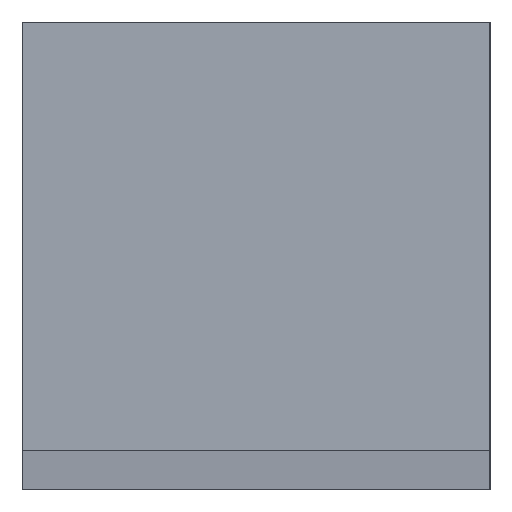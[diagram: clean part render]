
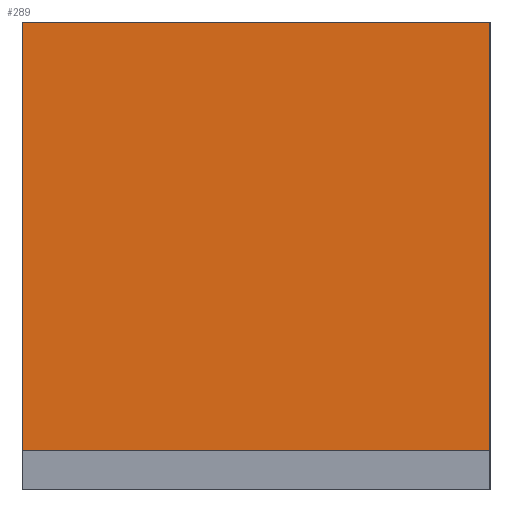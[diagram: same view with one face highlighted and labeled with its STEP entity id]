
A CAD part, left-side view. The second image highlights one B-rep face of the part: STEP entity #289.
In plain terms, the highlighted planar face has unit normal (-1, 0, 0).
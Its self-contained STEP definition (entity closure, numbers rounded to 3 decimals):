
#34=FACE_OUTER_BOUND('',#49,.T.);
#49=EDGE_LOOP('',(#217,#218,#219,#220));
#87=LINE('',#436,#112);
#97=LINE('',#464,#122);
#98=LINE('',#466,#123);
#99=LINE('',#467,#124);
#112=VECTOR('',#350,5.5);
#122=VECTOR('',#370,5.5);
#123=VECTOR('',#373,6.);
#124=VECTOR('',#374,6.);
#136=VERTEX_POINT('',#432);
#138=VERTEX_POINT('',#435);
#144=VERTEX_POINT('',#449);
#151=VERTEX_POINT('',#462);
#163=EDGE_CURVE('',#136,#138,#87,.T.);
#177=EDGE_CURVE('',#144,#151,#97,.T.);
#178=EDGE_CURVE('',#144,#136,#98,.T.);
#179=EDGE_CURVE('',#138,#151,#99,.T.);
#217=ORIENTED_EDGE('',*,*,#178,.F.);
#218=ORIENTED_EDGE('',*,*,#177,.T.);
#219=ORIENTED_EDGE('',*,*,#179,.F.);
#220=ORIENTED_EDGE('',*,*,#163,.F.);
#281=PLANE('',#322);
#289=ADVANCED_FACE('',(#34),#281,.T.);
#322=AXIS2_PLACEMENT_3D('',#465,#371,#372);
#350=DIRECTION('',(0.,0.,1.));
#370=DIRECTION('',(0.,0.,1.));
#371=DIRECTION('center_axis',(-1.,0.,0.));
#372=DIRECTION('ref_axis',(0.,0.,1.));
#373=DIRECTION('',(0.,1.,0.));
#374=DIRECTION('',(0.,-1.,0.));
#432=CARTESIAN_POINT('',(-30.,0.,-2.5));
#435=CARTESIAN_POINT('',(-30.,0.,3.));
#436=CARTESIAN_POINT('',(-30.,0.,-2.5));
#449=CARTESIAN_POINT('',(-30.,-6.,-2.5));
#462=CARTESIAN_POINT('',(-30.,-6.,3.));
#464=CARTESIAN_POINT('',(-30.,-6.,-2.5));
#465=CARTESIAN_POINT('Origin',(-30.,0.,-3.));
#466=CARTESIAN_POINT('',(-30.,-6.,-2.5));
#467=CARTESIAN_POINT('',(-30.,0.,3.));
